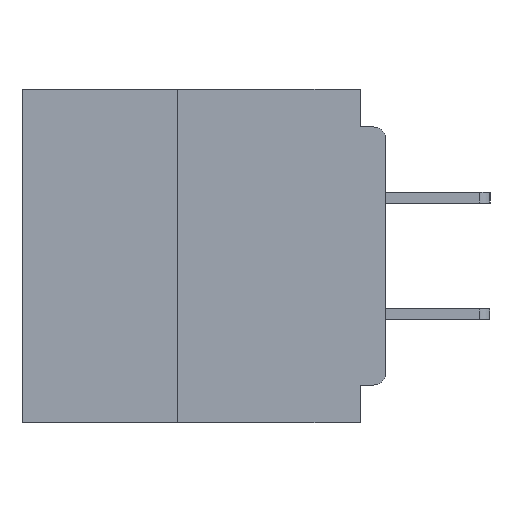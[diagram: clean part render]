
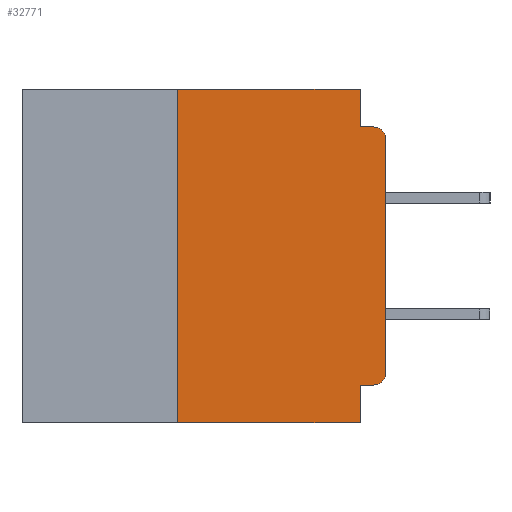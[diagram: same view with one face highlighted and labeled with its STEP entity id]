
A CAD part, left-side view. The second image highlights one B-rep face of the part: STEP entity #32771.
In plain terms, the highlighted planar face has unit normal (-1, 0, 0).
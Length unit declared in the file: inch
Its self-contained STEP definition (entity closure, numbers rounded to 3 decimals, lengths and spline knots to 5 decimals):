
#886 = ORIENTED_EDGE ( 'NONE', *, *, #27370, .T. ) ;
#1062 = VECTOR ( 'NONE', #40229, 39.37008 ) ;
#1782 = EDGE_CURVE ( 'NONE', #27400, #17763, #39745, .T. ) ;
#2085 = CARTESIAN_POINT ( 'NONE',  ( 0., 0., 0. ) ) ;
#2539 = ORIENTED_EDGE ( 'NONE', *, *, #24345, .F. ) ;
#2866 = VECTOR ( 'NONE', #21605, 39.37008 ) ;
#3126 = LINE ( 'NONE', #5475, #1062 ) ;
#3289 = CIRCLE ( 'NONE', #41141, 0.015 ) ;
#3403 = CARTESIAN_POINT ( 'NONE',  ( 0., 0.031, 0. ) ) ;
#3496 = CARTESIAN_POINT ( 'NONE',  ( 0., 0.015, -0.06 ) ) ;
#4189 = ORIENTED_EDGE ( 'NONE', *, *, #33629, .T. ) ;
#4317 = DIRECTION ( 'NONE',  ( 1., 0., 0. ) ) ;
#5475 = CARTESIAN_POINT ( 'NONE',  ( 0., 0.25, -0.4 ) ) ;
#6079 = CARTESIAN_POINT ( 'NONE',  ( 0., 0.031, -0.4 ) ) ;
#6214 = VERTEX_POINT ( 'NONE', #6079 ) ;
#6669 = CARTESIAN_POINT ( 'NONE',  ( 0., 0., -0.34 ) ) ;
#6805 = DIRECTION ( 'NONE',  ( 0., 0., -1. ) ) ;
#7176 = VECTOR ( 'NONE', #9441, 39.37008 ) ;
#8092 = VERTEX_POINT ( 'NONE', #31848 ) ;
#8567 = VECTOR ( 'NONE', #8683, 39.37008 ) ;
#8568 = VERTEX_POINT ( 'NONE', #6669 ) ;
#8584 = CARTESIAN_POINT ( 'NONE',  ( 0., 0.015, -0.34 ) ) ;
#8683 = DIRECTION ( 'NONE',  ( 0., 0., 1. ) ) ;
#8901 = LINE ( 'NONE', #18267, #33219 ) ;
#9441 = DIRECTION ( 'NONE',  ( 0., 0., -1. ) ) ;
#9524 = CARTESIAN_POINT ( 'NONE',  ( 0., 0., -0.045 ) ) ;
#10166 = EDGE_CURVE ( 'NONE', #33210, #6214, #34090, .T. ) ;
#10206 = VERTEX_POINT ( 'NONE', #14298 ) ;
#11840 = DIRECTION ( 'NONE',  ( 0., 0., -1. ) ) ;
#13140 = ORIENTED_EDGE ( 'NONE', *, *, #30784, .F. ) ;
#13683 = ORIENTED_EDGE ( 'NONE', *, *, #35555, .F. ) ;
#13914 = EDGE_LOOP ( 'NONE', ( #4189, #886, #21478, #2539, #20773, #13140, #15979, #23517, #13683, #30773 ) ) ;
#14298 = CARTESIAN_POINT ( 'NONE',  ( 0., 0.25, -0.4 ) ) ;
#15498 = AXIS2_PLACEMENT_3D ( 'NONE', #23529, #4317, #26721 ) ;
#15697 = LINE ( 'NONE', #37732, #7176 ) ;
#15979 = ORIENTED_EDGE ( 'NONE', *, *, #20260, .T. ) ;
#16470 = CARTESIAN_POINT ( 'NONE',  ( 0., 0.25, 0. ) ) ;
#17091 = AXIS2_PLACEMENT_3D ( 'NONE', #8584, #30843, #11840 ) ;
#17481 = EDGE_CURVE ( 'NONE', #8092, #8568, #27394, .T. ) ;
#17763 = VERTEX_POINT ( 'NONE', #3403 ) ;
#18267 = CARTESIAN_POINT ( 'NONE',  ( 0., 0., -0.355 ) ) ;
#18348 = EDGE_CURVE ( 'NONE', #35740, #40260, #40231, .T. ) ;
#18399 = CARTESIAN_POINT ( 'NONE',  ( 0., 0.437, -0.4 ) ) ;
#20260 = EDGE_CURVE ( 'NONE', #10206, #6214, #28443, .T. ) ;
#20773 = ORIENTED_EDGE ( 'NONE', *, *, #1782, .F. ) ;
#21478 = ORIENTED_EDGE ( 'NONE', *, *, #18348, .F. ) ;
#21605 = DIRECTION ( 'NONE',  ( 0., -1., 0. ) ) ;
#22307 = CARTESIAN_POINT ( 'NONE',  ( 0., 0., -0.06 ) ) ;
#22526 = CARTESIAN_POINT ( 'NONE',  ( 0., 0.031, -0.355 ) ) ;
#23517 = ORIENTED_EDGE ( 'NONE', *, *, #10166, .F. ) ;
#23529 = CARTESIAN_POINT ( 'NONE',  ( 0., 0.437, 0. ) ) ;
#24199 = CARTESIAN_POINT ( 'NONE',  ( 0., 0.437, 0. ) ) ;
#24345 = EDGE_CURVE ( 'NONE', #17763, #35740, #15697, .T. ) ;
#24511 = DIRECTION ( 'NONE',  ( 0., -1., 0. ) ) ;
#24695 = CARTESIAN_POINT ( 'NONE',  ( 0., 0.015, -0.045 ) ) ;
#25612 = FACE_OUTER_BOUND ( 'NONE', #13914, .T. ) ;
#25924 = DIRECTION ( 'NONE',  ( -1., 0., 0. ) ) ;
#26721 = DIRECTION ( 'NONE',  ( 0., 0., -1. ) ) ;
#26735 = VECTOR ( 'NONE', #30103, 39.37008 ) ;
#26919 = CARTESIAN_POINT ( 'NONE',  ( 0., 0.031, -0.4 ) ) ;
#27370 = EDGE_CURVE ( 'NONE', #37876, #40260, #3289, .T. ) ;
#27394 = CIRCLE ( 'NONE', #17091, 0.015 ) ;
#27400 = VERTEX_POINT ( 'NONE', #16470 ) ;
#28443 = LINE ( 'NONE', #18399, #2866 ) ;
#30103 = DIRECTION ( 'NONE',  ( 0., 0., -1. ) ) ;
#30773 = ORIENTED_EDGE ( 'NONE', *, *, #17481, .T. ) ;
#30784 = EDGE_CURVE ( 'NONE', #10206, #27400, #3126, .T. ) ;
#30843 = DIRECTION ( 'NONE',  ( -1., 0., 0. ) ) ;
#31848 = CARTESIAN_POINT ( 'NONE',  ( 0., 0.015, -0.355 ) ) ;
#32771 = ADVANCED_FACE ( 'NONE', ( #25612 ), #39121, .F. ) ;
#33210 = VERTEX_POINT ( 'NONE', #22526 ) ;
#33219 = VECTOR ( 'NONE', #40224, 39.37008 ) ;
#33629 = EDGE_CURVE ( 'NONE', #8568, #37876, #33888, .T. ) ;
#33888 = LINE ( 'NONE', #2085, #8567 ) ;
#34090 = LINE ( 'NONE', #26919, #26735 ) ;
#34858 = DIRECTION ( 'NONE',  ( 0., -1., 0. ) ) ;
#35555 = EDGE_CURVE ( 'NONE', #8092, #33210, #8901, .T. ) ;
#35740 = VERTEX_POINT ( 'NONE', #38009 ) ;
#37732 = CARTESIAN_POINT ( 'NONE',  ( 0., 0.031, 0. ) ) ;
#37876 = VERTEX_POINT ( 'NONE', #22307 ) ;
#38009 = CARTESIAN_POINT ( 'NONE',  ( 0., 0.031, -0.045 ) ) ;
#39121 = PLANE ( 'NONE',  #15498 ) ;
#39235 = VECTOR ( 'NONE', #34858, 39.37008 ) ;
#39745 = LINE ( 'NONE', #24199, #40732 ) ;
#40224 = DIRECTION ( 'NONE',  ( 0., 1., 0. ) ) ;
#40229 = DIRECTION ( 'NONE',  ( 0., 0., 1. ) ) ;
#40231 = LINE ( 'NONE', #9524, #39235 ) ;
#40260 = VERTEX_POINT ( 'NONE', #24695 ) ;
#40732 = VECTOR ( 'NONE', #24511, 39.37008 ) ;
#41141 = AXIS2_PLACEMENT_3D ( 'NONE', #3496, #25924, #6805 ) ;
